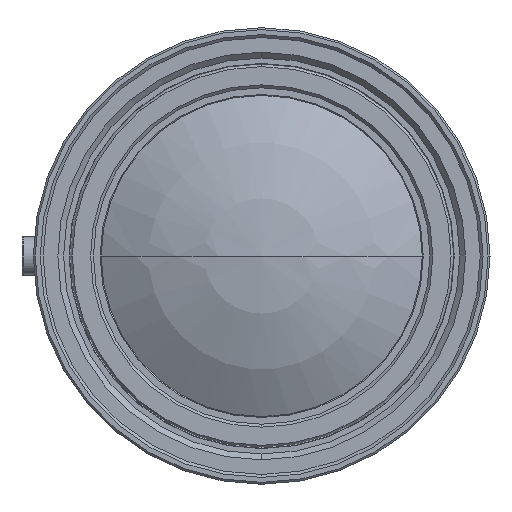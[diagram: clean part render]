
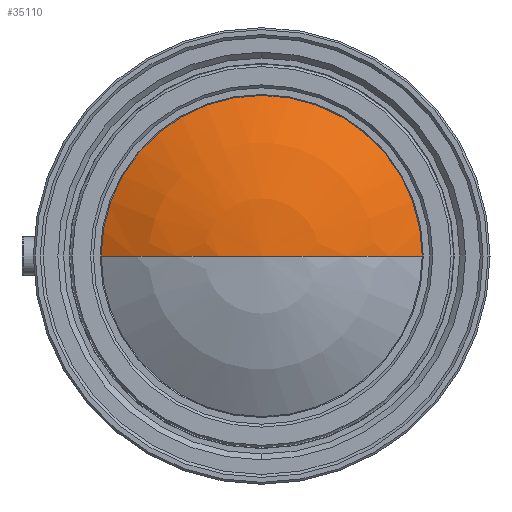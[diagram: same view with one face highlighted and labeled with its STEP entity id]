
A CAD part, left-side view. The second image highlights one B-rep face of the part: STEP entity #35110.
In plain terms, the highlighted spherical face has radius 33 mm.
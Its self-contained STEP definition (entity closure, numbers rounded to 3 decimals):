
#35110 = ADVANCED_FACE('',(#35111),#35140,.T.);
#35111 = FACE_BOUND('',#35112,.T.);
#35112 = EDGE_LOOP('',(#35113,#35124,#35133));
#35113 = ORIENTED_EDGE('',*,*,#35114,.T.);
#35114 = EDGE_CURVE('',#35115,#35117,#35119,.T.);
#35115 = VERTEX_POINT('',#35116);
#35116 = CARTESIAN_POINT('',(-33.295,-17.2,0.));
#35117 = VERTEX_POINT('',#35118);
#35118 = CARTESIAN_POINT('',(-33.295,17.2,0.));
#35119 = CIRCLE('',#35120,17.2);
#35120 = AXIS2_PLACEMENT_3D('',#35121,#35122,#35123);
#35121 = CARTESIAN_POINT('',(-33.295,0.,0.));
#35122 = DIRECTION('',(-1.,0.,0.));
#35123 = DIRECTION('',(0.,-1.,0.));
#35124 = ORIENTED_EDGE('',*,*,#35125,.F.);
#35125 = EDGE_CURVE('',#35126,#35117,#35128,.T.);
#35126 = VERTEX_POINT('',#35127);
#35127 = CARTESIAN_POINT('',(-38.132,0.,0.));
#35128 = CIRCLE('',#35129,33.);
#35129 = AXIS2_PLACEMENT_3D('',#35130,#35131,#35132);
#35130 = CARTESIAN_POINT('',(-5.132,0.,0.));
#35131 = DIRECTION('',(0.,0.,-1.));
#35132 = DIRECTION('',(-1.,0.,0.));
#35133 = ORIENTED_EDGE('',*,*,#35134,.T.);
#35134 = EDGE_CURVE('',#35126,#35115,#35135,.T.);
#35135 = CIRCLE('',#35136,33.);
#35136 = AXIS2_PLACEMENT_3D('',#35137,#35138,#35139);
#35137 = CARTESIAN_POINT('',(-5.132,0.,0.));
#35138 = DIRECTION('',(0.,0.,1.));
#35139 = DIRECTION('',(-1.,0.,0.));
#35140 = SPHERICAL_SURFACE('',#35141,33.);
#35141 = AXIS2_PLACEMENT_3D('',#35142,#35143,#35144);
#35142 = CARTESIAN_POINT('',(-5.132,0.,0.));
#35143 = DIRECTION('',(-1.,0.,0.));
#35144 = DIRECTION('',(0.,1.,0.));
